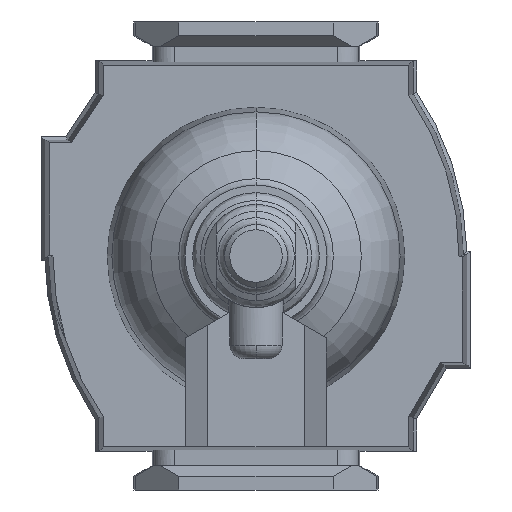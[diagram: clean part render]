
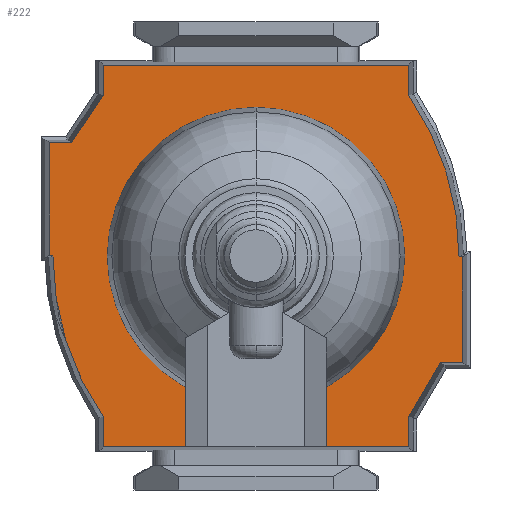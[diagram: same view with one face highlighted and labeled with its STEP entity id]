
A CAD part, front view. The second image highlights one B-rep face of the part: STEP entity #222.
In plain terms, the highlighted planar face has unit normal (0, -1, 0).
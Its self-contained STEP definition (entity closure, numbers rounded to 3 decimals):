
#119 = DIRECTION ( 'NONE',  ( 0., 0., 1. ) ) ;
#123 = VECTOR ( 'NONE', #456, 1000. ) ;
#222 = ADVANCED_FACE ( 'NONE', ( #6999 ), #6310, .T. ) ;
#322 = CARTESIAN_POINT ( 'NONE',  ( -0.1, -38.5, -29.5 ) ) ;
#335 = ORIENTED_EDGE ( 'NONE', *, *, #6294, .F. ) ;
#456 = DIRECTION ( 'NONE',  ( 1., 0., 0. ) ) ;
#476 = EDGE_CURVE ( 'NONE', #7569, #8383, #7977, .T. ) ;
#528 = LINE ( 'NONE', #1228, #4831 ) ;
#566 = CARTESIAN_POINT ( 'NONE',  ( 0., -38.5, -11.6 ) ) ;
#587 = ORIENTED_EDGE ( 'NONE', *, *, #476, .F. ) ;
#592 = CARTESIAN_POINT ( 'NONE',  ( 0.1, -38.5, 30. ) ) ;
#685 = DIRECTION ( 'NONE',  ( 0., 0., -1. ) ) ;
#692 = ORIENTED_EDGE ( 'NONE', *, *, #2576, .F. ) ;
#756 = VECTOR ( 'NONE', #6919, 1000. ) ;
#772 = LINE ( 'NONE', #8928, #1239 ) ;
#788 = VECTOR ( 'NONE', #4635, 1000. ) ;
#792 = CARTESIAN_POINT ( 'NONE',  ( -15.5, -38.5, -26.8 ) ) ;
#802 = CIRCLE ( 'NONE', #9213, 41.1 ) ;
#807 = CARTESIAN_POINT ( 'NONE',  ( 27.75, -38.5, -22.2 ) ) ;
#826 = CARTESIAN_POINT ( 'NONE',  ( -0.1, -38.5, -30. ) ) ;
#840 = VECTOR ( 'NONE', #8918, 1000. ) ;
#878 = VERTEX_POINT ( 'NONE', #5310 ) ;
#1191 = EDGE_CURVE ( 'NONE', #7234, #8321, #5082, .T. ) ;
#1228 = CARTESIAN_POINT ( 'NONE',  ( 23.383, -38.5, -22.2 ) ) ;
#1239 = VECTOR ( 'NONE', #685, 1000. ) ;
#1422 = LINE ( 'NONE', #7484, #2550 ) ;
#1440 = ORIENTED_EDGE ( 'NONE', *, *, #2649, .F. ) ;
#1521 = CARTESIAN_POINT ( 'NONE',  ( -27.75, -38.5, 22.2 ) ) ;
#1583 = DIRECTION ( 'NONE',  ( 1., 0., 0. ) ) ;
#1587 = CARTESIAN_POINT ( 'NONE',  ( -27.75, -38.5, 22.2 ) ) ;
#1637 = EDGE_CURVE ( 'NONE', #5552, #6124, #7461, .T. ) ;
#1642 = CARTESIAN_POINT ( 'NONE',  ( 0., -38.5, 11.6 ) ) ;
#2032 = LINE ( 'NONE', #592, #3609 ) ;
#2175 = AXIS2_PLACEMENT_3D ( 'NONE', #566, #2775, #9450 ) ;
#2323 = DIRECTION ( 'NONE',  ( 0., 0., 1. ) ) ;
#2339 = ORIENTED_EDGE ( 'NONE', *, *, #5433, .F. ) ;
#2369 = ORIENTED_EDGE ( 'NONE', *, *, #2977, .F. ) ;
#2374 = CARTESIAN_POINT ( 'NONE',  ( 23.383, -38.5, -22.2 ) ) ;
#2469 = CARTESIAN_POINT ( 'NONE',  ( 23.362, -38.5, 22.2 ) ) ;
#2476 = CARTESIAN_POINT ( 'NONE',  ( 16.5, -38.5, 26.8 ) ) ;
#2481 = VERTEX_POINT ( 'NONE', #6017 ) ;
#2550 = VECTOR ( 'NONE', #7347, 1000. ) ;
#2574 = VERTEX_POINT ( 'NONE', #2374 ) ;
#2576 = EDGE_CURVE ( 'NONE', #8321, #6243, #5206, .T. ) ;
#2642 = VERTEX_POINT ( 'NONE', #322 ) ;
#2647 = CIRCLE ( 'NONE', #2175, 41.1 ) ;
#2649 = EDGE_CURVE ( 'NONE', #8411, #878, #802, .T. ) ;
#2672 = CIRCLE ( 'NONE', #3748, 41.1 ) ;
#2775 = DIRECTION ( 'NONE',  ( 0., 1., 0. ) ) ;
#2788 = CARTESIAN_POINT ( 'NONE',  ( -23.35, -38.5, -22.2 ) ) ;
#2887 = DIRECTION ( 'NONE',  ( 0., 0., -1. ) ) ;
#2909 = ORIENTED_EDGE ( 'NONE', *, *, #5251, .F. ) ;
#2977 = EDGE_CURVE ( 'NONE', #3506, #2574, #528, .T. ) ;
#3023 = CARTESIAN_POINT ( 'NONE',  ( -27.75, -38.5, -22.2 ) ) ;
#3183 = ORIENTED_EDGE ( 'NONE', *, *, #7506, .F. ) ;
#3318 = ORIENTED_EDGE ( 'NONE', *, *, #9582, .F. ) ;
#3392 = ORIENTED_EDGE ( 'NONE', *, *, #6642, .F. ) ;
#3506 = VERTEX_POINT ( 'NONE', #7893 ) ;
#3609 = VECTOR ( 'NONE', #9579, 1000. ) ;
#3748 = AXIS2_PLACEMENT_3D ( 'NONE', #1642, #6093, #119 ) ;
#3972 = VERTEX_POINT ( 'NONE', #7660 ) ;
#4017 = CARTESIAN_POINT ( 'NONE',  ( -23.35, -38.5, -22.2 ) ) ;
#4179 = CARTESIAN_POINT ( 'NONE',  ( 27.75, -38.5, 22.2 ) ) ;
#4308 = LINE ( 'NONE', #807, #6988 ) ;
#4394 = DIRECTION ( 'NONE',  ( 0., 0., 1. ) ) ;
#4472 = DIRECTION ( 'NONE',  ( 0., 0., 1. ) ) ;
#4635 = DIRECTION ( 'NONE',  ( -0.863, 0., 0.506 ) ) ;
#4774 = LINE ( 'NONE', #4017, #788 ) ;
#4831 = VECTOR ( 'NONE', #4898, 1000. ) ;
#4872 = VERTEX_POINT ( 'NONE', #4179 ) ;
#4898 = DIRECTION ( 'NONE',  ( -1., 0., 0. ) ) ;
#4906 = VERTEX_POINT ( 'NONE', #6499 ) ;
#4970 = ORIENTED_EDGE ( 'NONE', *, *, #1191, .F. ) ;
#4987 = EDGE_CURVE ( 'NONE', #8734, #8411, #1422, .T. ) ;
#5010 = VECTOR ( 'NONE', #8062, 1000. ) ;
#5029 = CARTESIAN_POINT ( 'NONE',  ( -15.5, -38.5, -30. ) ) ;
#5082 = LINE ( 'NONE', #9503, #840 ) ;
#5148 = VECTOR ( 'NONE', #5403, 1000. ) ;
#5206 = LINE ( 'NONE', #792, #6371 ) ;
#5251 = EDGE_CURVE ( 'NONE', #4906, #2481, #2032, .T. ) ;
#5310 = CARTESIAN_POINT ( 'NONE',  ( 0., -38.5, 29.5 ) ) ;
#5403 = DIRECTION ( 'NONE',  ( -1., 0., 0. ) ) ;
#5433 = EDGE_CURVE ( 'NONE', #3972, #4872, #5986, .T. ) ;
#5552 = VERTEX_POINT ( 'NONE', #2788 ) ;
#5782 = DIRECTION ( 'NONE',  ( 0., -1., 0. ) ) ;
#5946 = EDGE_LOOP ( 'NONE', ( #7281, #335, #692, #4970, #6059, #3318, #2369, #7308, #2339, #9510, #587, #3392, #2909, #3183, #1440, #7131, #8562 ) ) ;
#5986 = LINE ( 'NONE', #9121, #6780 ) ;
#5999 = DIRECTION ( 'NONE',  ( 0., 0., -1. ) ) ;
#6017 = CARTESIAN_POINT ( 'NONE',  ( 0.1, -38.5, 30. ) ) ;
#6037 = LINE ( 'NONE', #2469, #756 ) ;
#6059 = ORIENTED_EDGE ( 'NONE', *, *, #7228, .F. ) ;
#6093 = DIRECTION ( 'NONE',  ( 0., 1., 0. ) ) ;
#6124 = VERTEX_POINT ( 'NONE', #3023 ) ;
#6243 = VERTEX_POINT ( 'NONE', #7557 ) ;
#6294 = EDGE_CURVE ( 'NONE', #6243, #5552, #4774, .T. ) ;
#6310 = PLANE ( 'NONE',  #8281 ) ;
#6371 = VECTOR ( 'NONE', #2323, 1000. ) ;
#6499 = CARTESIAN_POINT ( 'NONE',  ( 0.1, -38.5, 29.5 ) ) ;
#6546 = CARTESIAN_POINT ( 'NONE',  ( 16.5, -38.5, 26.8 ) ) ;
#6604 = CARTESIAN_POINT ( 'NONE',  ( 16.5, -38.5, 30. ) ) ;
#6642 = EDGE_CURVE ( 'NONE', #2481, #7569, #9244, .T. ) ;
#6780 = VECTOR ( 'NONE', #1583, 1000. ) ;
#6919 = DIRECTION ( 'NONE',  ( 0.831, 0., -0.557 ) ) ;
#6988 = VECTOR ( 'NONE', #5999, 1000. ) ;
#6999 = FACE_OUTER_BOUND ( 'NONE', #5946, .T. ) ;
#7124 = CARTESIAN_POINT ( 'NONE',  ( 16.5, -38.5, 30. ) ) ;
#7131 = ORIENTED_EDGE ( 'NONE', *, *, #4987, .F. ) ;
#7228 = EDGE_CURVE ( 'NONE', #2642, #7234, #772, .T. ) ;
#7234 = VERTEX_POINT ( 'NONE', #826 ) ;
#7277 = EDGE_CURVE ( 'NONE', #6124, #8734, #7535, .T. ) ;
#7281 = ORIENTED_EDGE ( 'NONE', *, *, #1637, .F. ) ;
#7308 = ORIENTED_EDGE ( 'NONE', *, *, #8298, .F. ) ;
#7347 = DIRECTION ( 'NONE',  ( 1., 0., 0. ) ) ;
#7461 = LINE ( 'NONE', #9038, #5148 ) ;
#7484 = CARTESIAN_POINT ( 'NONE',  ( -23.383, -38.5, 22.2 ) ) ;
#7506 = EDGE_CURVE ( 'NONE', #878, #4906, #2647, .T. ) ;
#7535 = LINE ( 'NONE', #1521, #8531 ) ;
#7557 = CARTESIAN_POINT ( 'NONE',  ( -15.5, -38.5, -26.8 ) ) ;
#7569 = VERTEX_POINT ( 'NONE', #6604 ) ;
#7649 = EDGE_CURVE ( 'NONE', #8383, #3972, #6037, .T. ) ;
#7660 = CARTESIAN_POINT ( 'NONE',  ( 23.362, -38.5, 22.2 ) ) ;
#7892 = DIRECTION ( 'NONE',  ( 0., 1., 0. ) ) ;
#7893 = CARTESIAN_POINT ( 'NONE',  ( 27.75, -38.5, -22.2 ) ) ;
#7922 = CARTESIAN_POINT ( 'NONE',  ( -28.86, -38.5, 31.2 ) ) ;
#7977 = LINE ( 'NONE', #6546, #5010 ) ;
#8062 = DIRECTION ( 'NONE',  ( 0., 0., -1. ) ) ;
#8183 = CARTESIAN_POINT ( 'NONE',  ( 0., -38.5, -11.6 ) ) ;
#8281 = AXIS2_PLACEMENT_3D ( 'NONE', #7922, #5782, #2887 ) ;
#8298 = EDGE_CURVE ( 'NONE', #4872, #3506, #4308, .T. ) ;
#8321 = VERTEX_POINT ( 'NONE', #5029 ) ;
#8383 = VERTEX_POINT ( 'NONE', #2476 ) ;
#8406 = CARTESIAN_POINT ( 'NONE',  ( -23.383, -38.5, 22.2 ) ) ;
#8411 = VERTEX_POINT ( 'NONE', #8406 ) ;
#8531 = VECTOR ( 'NONE', #4472, 1000. ) ;
#8562 = ORIENTED_EDGE ( 'NONE', *, *, #7277, .F. ) ;
#8734 = VERTEX_POINT ( 'NONE', #1587 ) ;
#8918 = DIRECTION ( 'NONE',  ( -1., 0., 0. ) ) ;
#8928 = CARTESIAN_POINT ( 'NONE',  ( -0.1, -38.5, -30. ) ) ;
#9038 = CARTESIAN_POINT ( 'NONE',  ( -27.75, -38.5, -22.2 ) ) ;
#9121 = CARTESIAN_POINT ( 'NONE',  ( 27.75, -38.5, 22.2 ) ) ;
#9213 = AXIS2_PLACEMENT_3D ( 'NONE', #8183, #7892, #4394 ) ;
#9244 = LINE ( 'NONE', #7124, #123 ) ;
#9450 = DIRECTION ( 'NONE',  ( 0., 0., 1. ) ) ;
#9503 = CARTESIAN_POINT ( 'NONE',  ( -15.5, -38.5, -30. ) ) ;
#9510 = ORIENTED_EDGE ( 'NONE', *, *, #7649, .F. ) ;
#9579 = DIRECTION ( 'NONE',  ( 0., 0., 1. ) ) ;
#9582 = EDGE_CURVE ( 'NONE', #2574, #2642, #2672, .T. ) ;
